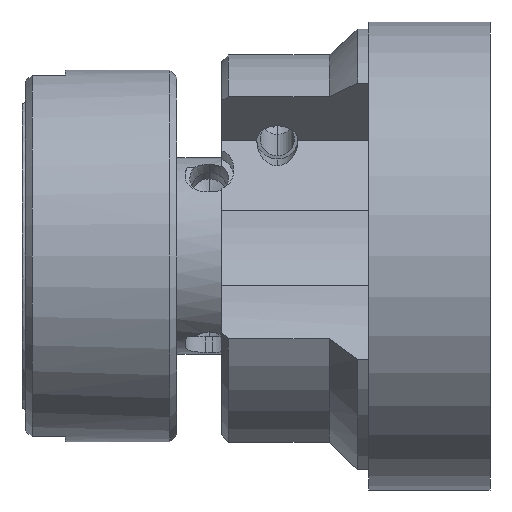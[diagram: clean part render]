
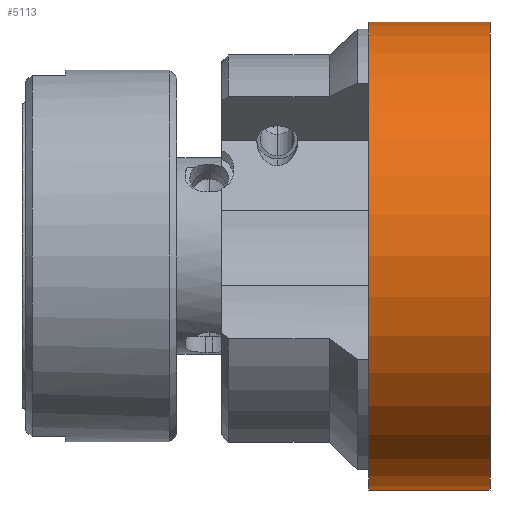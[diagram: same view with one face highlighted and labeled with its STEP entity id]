
A CAD part, front view. The second image highlights one B-rep face of the part: STEP entity #5113.
In plain terms, the highlighted cylindrical face has radius 34 mm (diameter 68 mm), a partial arc.
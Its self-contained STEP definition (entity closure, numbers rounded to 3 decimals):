
#5 = VERTEX_POINT ( 'NONE', #4386 ) ;
#40 = VERTEX_POINT ( 'NONE', #893 ) ;
#61 = VERTEX_POINT ( 'NONE', #945 ) ;
#377 = ORIENTED_EDGE ( 'NONE', *, *, #4865, .F. ) ;
#378 = ORIENTED_EDGE ( 'NONE', *, *, #989, .T. ) ;
#379 = ORIENTED_EDGE ( 'NONE', *, *, #4863, .T. ) ;
#380 = ORIENTED_EDGE ( 'NONE', *, *, #990, .F. ) ;
#423 = EDGE_LOOP ( 'NONE', ( #377, #378, #379, #380 ) ) ;
#893 = CARTESIAN_POINT ( 'NONE',  ( 2., 0., 34. ) ) ;
#945 = CARTESIAN_POINT ( 'NONE',  ( 2., 0., -34. ) ) ;
#989 = EDGE_CURVE ( 'NONE', #4262, #5, #1135, .T. ) ;
#990 = EDGE_CURVE ( 'NONE', #40, #61, #1136, .T. ) ;
#1135 = CIRCLE ( 'NONE', #1420, 34. ) ;
#1136 = CIRCLE ( 'NONE', #1421, 34. ) ;
#1420 = AXIS2_PLACEMENT_3D ( 'NONE', #1523, #1524, #1525 ) ;
#1421 = AXIS2_PLACEMENT_3D ( 'NONE', #1526, #1527, #1528 ) ;
#1523 = CARTESIAN_POINT ( 'NONE',  ( -15.6, 0., 0. ) ) ;
#1524 = DIRECTION ( 'NONE',  ( 1., 0., 0. ) ) ;
#1525 = DIRECTION ( 'NONE',  ( 0., 0., -1. ) ) ;
#1526 = CARTESIAN_POINT ( 'NONE',  ( 2., 0., 0. ) ) ;
#1527 = DIRECTION ( 'NONE',  ( 1., 0., 0. ) ) ;
#1528 = DIRECTION ( 'NONE',  ( 0., 0., -1. ) ) ;
#1987 = CARTESIAN_POINT ( 'NONE',  ( -15.6, 0., 34. ) ) ;
#2812 = LINE ( 'NONE', #3080, #2819 ) ;
#2819 = VECTOR ( 'NONE', #3087, 1000. ) ;
#2820 = LINE ( 'NONE', #3085, #2822 ) ;
#2822 = VECTOR ( 'NONE', #3079, 1000. ) ;
#3079 = DIRECTION ( 'NONE',  ( 1., 0., 0. ) ) ;
#3080 = CARTESIAN_POINT ( 'NONE',  ( 6.005, 0., -34. ) ) ;
#3085 = CARTESIAN_POINT ( 'NONE',  ( 6.005, 0., 34. ) ) ;
#3087 = DIRECTION ( 'NONE',  ( 1., 0., 0. ) ) ;
#3653 = CYLINDRICAL_SURFACE ( 'NONE', #4214, 34. ) ;
#3654 = FACE_OUTER_BOUND ( 'NONE', #423, .T. ) ;
#4109 = DIRECTION ( 'NONE',  ( 0., 0., -1. ) ) ;
#4110 = CARTESIAN_POINT ( 'NONE',  ( 6.005, 0., 0. ) ) ;
#4111 = DIRECTION ( 'NONE',  ( 1., 0., 0. ) ) ;
#4214 = AXIS2_PLACEMENT_3D ( 'NONE', #4110, #4111, #4109 ) ;
#4262 = VERTEX_POINT ( 'NONE', #1987 ) ;
#4386 = CARTESIAN_POINT ( 'NONE',  ( -15.6, 0., -34. ) ) ;
#4863 = EDGE_CURVE ( 'NONE', #5, #61, #2812, .T. ) ;
#4865 = EDGE_CURVE ( 'NONE', #4262, #40, #2820, .T. ) ;
#5113 = ADVANCED_FACE ( 'NONE', ( #3654 ), #3653, .T. ) ;
